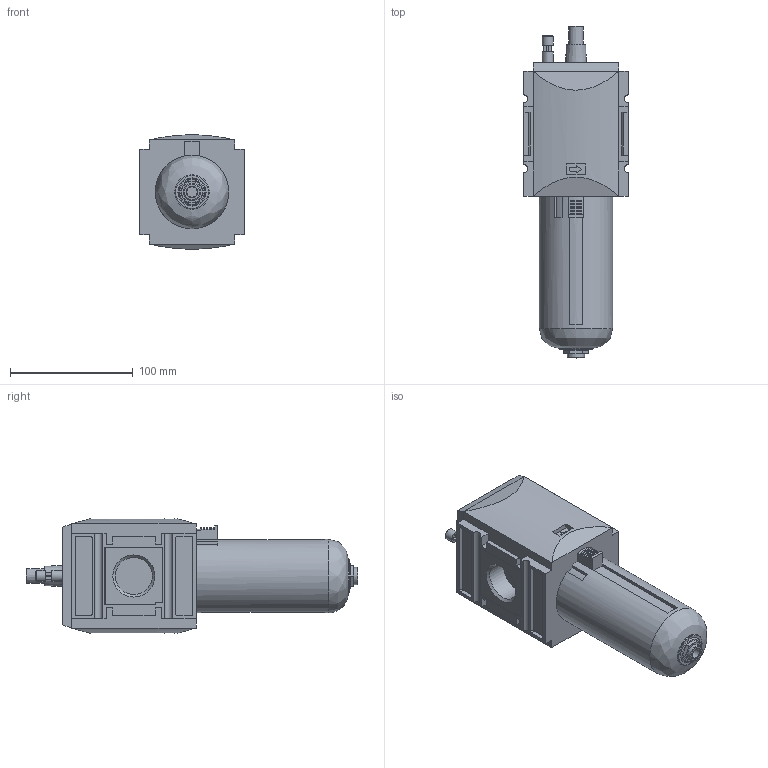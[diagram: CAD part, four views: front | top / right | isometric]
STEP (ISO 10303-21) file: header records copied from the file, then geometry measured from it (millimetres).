
FILE_DESCRIPTION( ( 'STEP AP214' ), ' ' );
FILE_NAME( '92504.GG00.stp', '2017-01-23T08:40:56', ( '' ), ( '' ), ' ', 'PARTsolutions', ' ' );
FILE_SCHEMA( ( 'AUTOMOTIVE_DESIGN { 1 0 10303 214 1 1 1 1 }' ) );
Length unit declared in the file: millimetre
Products named in the file (3): 92504.GG00; _FU 6202G 1000-1; _FU 6202_0
Assembly tree (2 placements, depth 2):
  92504.GG00
    _FU 6202G 1000-1
    _FU 6202_0
Bounding box: 85 x 271 x 93.28 mm (x, y, z)
Volume: 1081167 mm3; surface area: 95996.8 mm2
Topology: 2 solids, 2 shells, 305 faces, 787 edges, 515 vertices
Faces by surface type: plane 210, cylinder 71, cone 16, torus 7, bspline 1
Full cylindrical faces by diameter (mm): 8 x1, 8.566 x1, 9 x2, 14 x1, 22 x1, 23 x1, 27 x1, 30.291 x2, 37 x1, 42 x1, 60 x1
Entity records: 11603 total; most frequent: CARTESIAN_POINT 1697, DIRECTION 1528, ORIENTED_EDGE 1506, EDGE_CURVE 753, LINE 544, VECTOR 544, VERTEX_POINT 507, AXIS2_PLACEMENT_3D 492
